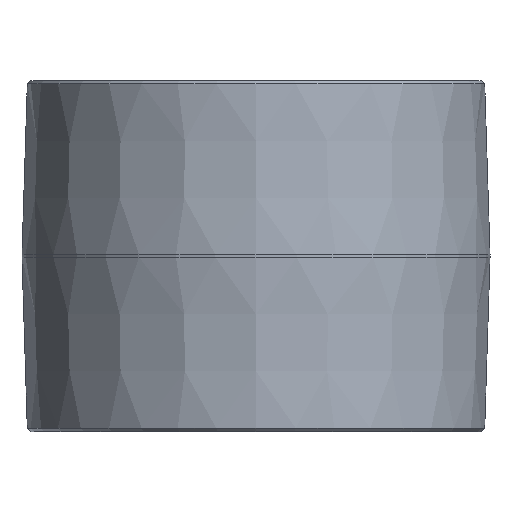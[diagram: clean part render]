
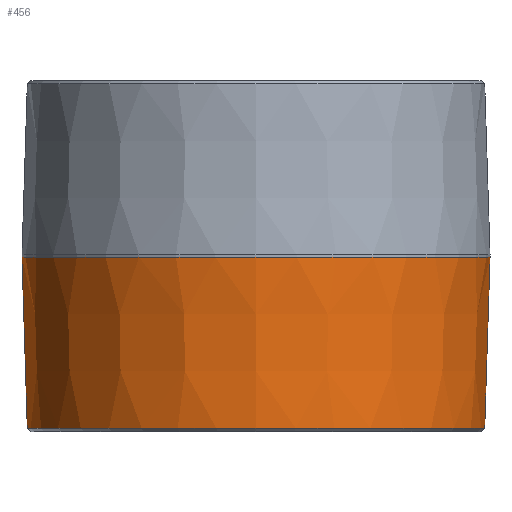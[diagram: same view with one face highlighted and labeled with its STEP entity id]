
A CAD part, front view. The second image highlights one B-rep face of the part: STEP entity #456.
In plain terms, the highlighted conical face has half-angle 1.78 degrees and reference radius 44.45 mm.
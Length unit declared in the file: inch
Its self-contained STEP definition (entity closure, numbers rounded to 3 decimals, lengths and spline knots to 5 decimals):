
#9 = FACE_OUTER_BOUND ( 'NONE', #427, .T. ) ;
#26 = ORIENTED_EDGE ( 'NONE', *, *, #339, .F. ) ;
#46 = DIRECTION ( 'NONE',  ( 0., 0., 1. ) ) ;
#89 = DIRECTION ( 'NONE',  ( 1., 0., 0. ) ) ;
#92 = CIRCLE ( 'NONE', #111, 1.75 ) ;
#111 = AXIS2_PLACEMENT_3D ( 'NONE', #466, #172, #426 ) ;
#114 = CIRCLE ( 'NONE', #184, 1.7103 ) ;
#121 = ORIENTED_EDGE ( 'NONE', *, *, #272, .T. ) ;
#122 = CARTESIAN_POINT ( 'NONE',  ( 1.7103, 0., 0.02499 ) ) ;
#127 = DIRECTION ( 'NONE',  ( -1., 0., 0. ) ) ;
#130 = DIRECTION ( 'NONE',  ( 0.031, 0., 1. ) ) ;
#143 = CARTESIAN_POINT ( 'NONE',  ( 0., 0., 1.3025 ) ) ;
#165 = DIRECTION ( 'NONE',  ( -0.031, 0., 1. ) ) ;
#172 = DIRECTION ( 'NONE',  ( 0., 0., -1. ) ) ;
#184 = AXIS2_PLACEMENT_3D ( 'NONE', #501, #46, #127 ) ;
#198 = VERTEX_POINT ( 'NONE', #532 ) ;
#206 = LINE ( 'NONE', #374, #309 ) ;
#253 = CARTESIAN_POINT ( 'NONE',  ( 1.75, 0., 1.3025 ) ) ;
#254 = VERTEX_POINT ( 'NONE', #495 ) ;
#265 = EDGE_CURVE ( 'NONE', #344, #198, #500, .T. ) ;
#266 = VERTEX_POINT ( 'NONE', #381 ) ;
#272 = EDGE_CURVE ( 'NONE', #254, #344, #114, .T. ) ;
#301 = DIRECTION ( 'NONE',  ( 0., 0., 1. ) ) ;
#309 = VECTOR ( 'NONE', #165, 39.37008 ) ;
#339 = EDGE_CURVE ( 'NONE', #254, #266, #206, .T. ) ;
#344 = VERTEX_POINT ( 'NONE', #122 ) ;
#351 = AXIS2_PLACEMENT_3D ( 'NONE', #143, #301, #89 ) ;
#374 = CARTESIAN_POINT ( 'NONE',  ( -1.75, 0., 1.3025 ) ) ;
#381 = CARTESIAN_POINT ( 'NONE',  ( -1.75, 0., 1.3025 ) ) ;
#426 = DIRECTION ( 'NONE',  ( -1., 0., 0. ) ) ;
#427 = EDGE_LOOP ( 'NONE', ( #26, #121, #462, #506 ) ) ;
#443 = VECTOR ( 'NONE', #130, 39.37008 ) ;
#456 = ADVANCED_FACE ( 'NONE', ( #9 ), #496, .T. ) ;
#462 = ORIENTED_EDGE ( 'NONE', *, *, #265, .T. ) ;
#466 = CARTESIAN_POINT ( 'NONE',  ( 0., 0., 1.3025 ) ) ;
#477 = EDGE_CURVE ( 'NONE', #198, #266, #92, .T. ) ;
#495 = CARTESIAN_POINT ( 'NONE',  ( -1.7103, 0., 0.02499 ) ) ;
#496 = CONICAL_SURFACE ( 'NONE', #351, 1.75, 0.031 ) ;
#500 = LINE ( 'NONE', #253, #443 ) ;
#501 = CARTESIAN_POINT ( 'NONE',  ( 0., 0., 0.02499 ) ) ;
#506 = ORIENTED_EDGE ( 'NONE', *, *, #477, .T. ) ;
#532 = CARTESIAN_POINT ( 'NONE',  ( 1.75, 0., 1.3025 ) ) ;
